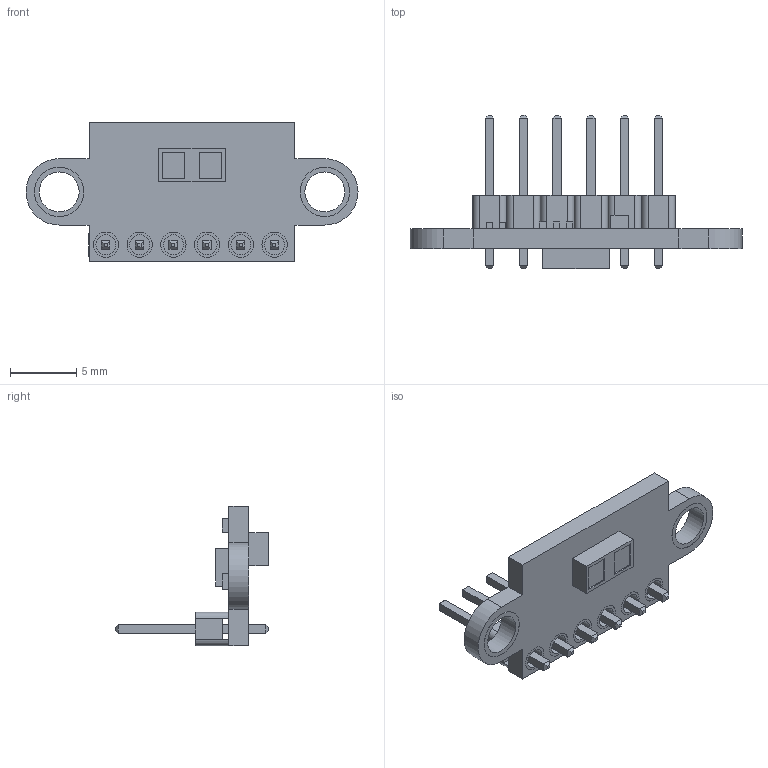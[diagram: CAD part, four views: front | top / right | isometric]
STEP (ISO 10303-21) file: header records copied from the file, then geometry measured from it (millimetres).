
FILE_DESCRIPTION(/* description */ (''),/* implementation_level */ '2;1');
FILE_NAME(/* name */ 'VL53l1X v8.step',/* time_stamp */ '2023-03-13T20:14:31-07:00',/* author */ (''),/* organization */ (''),/* preprocessor_version */ 'ST-DEVELOPER v19.2',/* originating_system */ 'Autodesk Translation Framework v11.17.0.187',/* authorisation */ '');
FILE_SCHEMA (('AUTOMOTIVE_DESIGN { 1 0 10303 214 3 1 1 }'));
Length unit declared in the file: millimetre
Products named in the file (20): VL53l1X; BPSC-06 v1; 1; Pino; Base; 2; Pino001; Base001; 3; Pino002; Base002; 4; Pino003; Base003; 5; Pino004; Base004; 6; Pino005; Base005
Assembly tree (19 placements, depth 4):
  VL53l1X
    BPSC-06 v1
      1
        Pino
        Base
      2
        Pino001
        Base001
      3
        Pino002
        Base002
      4
        Pino003
        Base003
      5
        Pino004
        Base004
      6
        Pino005
        Base005
Bounding box: 25 x 11.54 x 10.52 mm (x, y, z)
Volume: 399.7 mm3; surface area: 1000.3 mm2
Topology: 13 solids, 13 shells, 291 faces, 648 edges, 408 vertices
Faces by surface type: plane 241, cylinder 50
Full cylindrical faces by diameter (mm): 1.5 x6, 1.9 x12, 3 x2, 3.721 x4
Entity records: 8563 total; most frequent: DIRECTION 1408, CARTESIAN_POINT 1386, ORIENTED_EDGE 1296, EDGE_CURVE 648, LINE 548, VECTOR 548, AXIS2_PLACEMENT_3D 430, VERTEX_POINT 408
